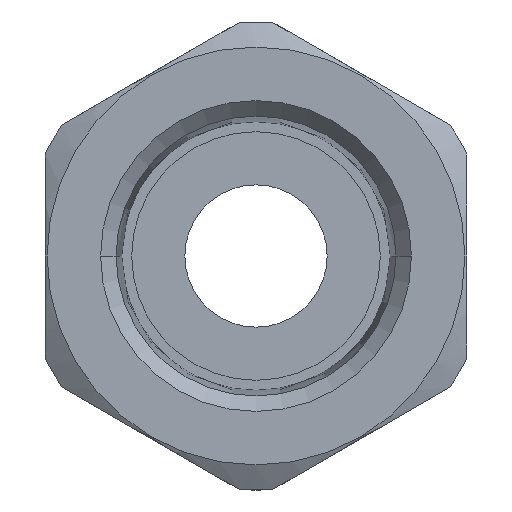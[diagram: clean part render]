
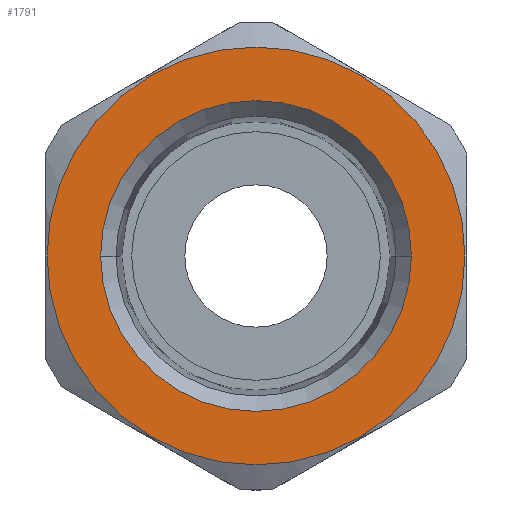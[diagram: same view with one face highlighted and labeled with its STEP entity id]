
A CAD part, left-side view. The second image highlights one B-rep face of the part: STEP entity #1791.
In plain terms, the highlighted planar face has unit normal (-1, 0, 0).
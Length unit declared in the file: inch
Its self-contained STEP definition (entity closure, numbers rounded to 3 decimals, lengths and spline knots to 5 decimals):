
#246 = CARTESIAN_POINT ( 'NONE',  ( -0.95, 0.2075, 0. ) ) ;
#397 = DIRECTION ( 'NONE',  ( 1., 0., 0. ) ) ;
#429 = CARTESIAN_POINT ( 'NONE',  ( -0.95, 0., 0. ) ) ;
#516 = CARTESIAN_POINT ( 'NONE',  ( -0.95, 0., 0. ) ) ;
#588 = PLANE ( 'NONE',  #2043 ) ;
#690 = CARTESIAN_POINT ( 'NONE',  ( -0.95, 0., 0. ) ) ;
#696 = AXIS2_PLACEMENT_3D ( 'NONE', #1843, #2405, #3617 ) ;
#697 = VERTEX_POINT ( 'NONE', #2492 ) ;
#707 = FACE_OUTER_BOUND ( 'NONE', #2762, .T. ) ;
#747 = VERTEX_POINT ( 'NONE', #2169 ) ;
#991 = AXIS2_PLACEMENT_3D ( 'NONE', #516, #3476, #2303 ) ;
#997 = CIRCLE ( 'NONE', #1144, 0.279 ) ;
#1066 = CIRCLE ( 'NONE', #696, 0.279 ) ;
#1144 = AXIS2_PLACEMENT_3D ( 'NONE', #690, #397, #2767 ) ;
#1172 = DIRECTION ( 'NONE',  ( 1., 0., 0. ) ) ;
#1267 = DIRECTION ( 'NONE',  ( -1., 0., 0. ) ) ;
#1295 = EDGE_CURVE ( 'NONE', #747, #697, #1066, .T. ) ;
#1301 = EDGE_LOOP ( 'NONE', ( #3646, #1480 ) ) ;
#1318 = VERTEX_POINT ( 'NONE', #1514 ) ;
#1342 = ORIENTED_EDGE ( 'NONE', *, *, #3336, .F. ) ;
#1354 = AXIS2_PLACEMENT_3D ( 'NONE', #429, #1267, #2514 ) ;
#1474 = FACE_BOUND ( 'NONE', #1301, .T. ) ;
#1480 = ORIENTED_EDGE ( 'NONE', *, *, #3442, .F. ) ;
#1514 = CARTESIAN_POINT ( 'NONE',  ( -0.95, -0.2075, 0. ) ) ;
#1696 = EDGE_CURVE ( 'NONE', #1318, #1732, #3160, .T. ) ;
#1732 = VERTEX_POINT ( 'NONE', #246 ) ;
#1791 = ADVANCED_FACE ( 'NONE', ( #1474, #707 ), #588, .F. ) ;
#1843 = CARTESIAN_POINT ( 'NONE',  ( -0.95, 0., 0. ) ) ;
#2043 = AXIS2_PLACEMENT_3D ( 'NONE', #2961, #1172, #2934 ) ;
#2169 = CARTESIAN_POINT ( 'NONE',  ( -0.95, -0.279, 0. ) ) ;
#2303 = DIRECTION ( 'NONE',  ( 0., -1., 0. ) ) ;
#2405 = DIRECTION ( 'NONE',  ( 1., 0., 0. ) ) ;
#2492 = CARTESIAN_POINT ( 'NONE',  ( -0.95, 0.279, 0. ) ) ;
#2514 = DIRECTION ( 'NONE',  ( 0., -1., 0. ) ) ;
#2762 = EDGE_LOOP ( 'NONE', ( #1342, #3313 ) ) ;
#2767 = DIRECTION ( 'NONE',  ( 0., 1., 0. ) ) ;
#2934 = DIRECTION ( 'NONE',  ( 0., 1., 0. ) ) ;
#2961 = CARTESIAN_POINT ( 'NONE',  ( -0.95, -0.28125, 0.16238 ) ) ;
#3160 = CIRCLE ( 'NONE', #991, 0.2075 ) ;
#3296 = CIRCLE ( 'NONE', #1354, 0.2075 ) ;
#3313 = ORIENTED_EDGE ( 'NONE', *, *, #1295, .F. ) ;
#3336 = EDGE_CURVE ( 'NONE', #697, #747, #997, .T. ) ;
#3442 = EDGE_CURVE ( 'NONE', #1732, #1318, #3296, .T. ) ;
#3476 = DIRECTION ( 'NONE',  ( -1., 0., 0. ) ) ;
#3617 = DIRECTION ( 'NONE',  ( 0., 1., 0. ) ) ;
#3646 = ORIENTED_EDGE ( 'NONE', *, *, #1696, .F. ) ;
